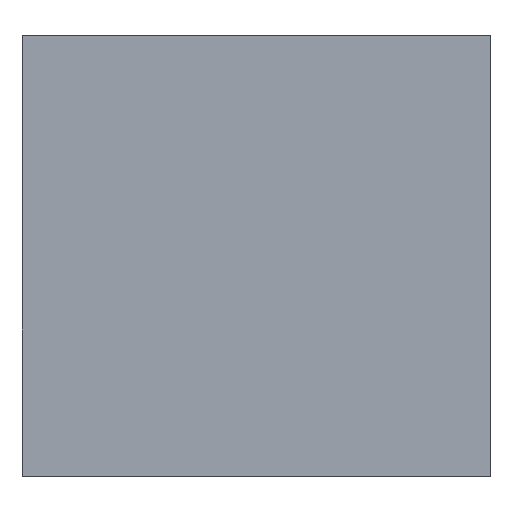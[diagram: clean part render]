
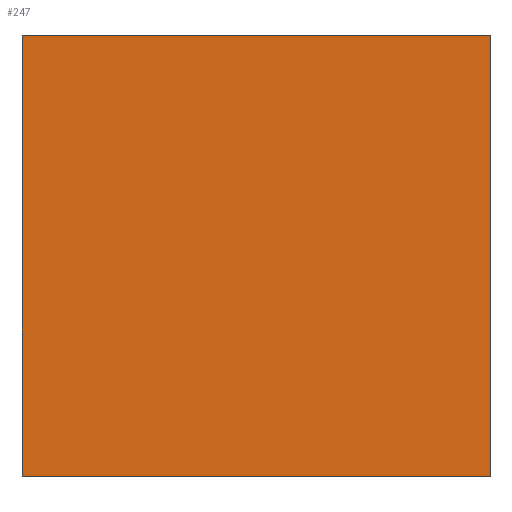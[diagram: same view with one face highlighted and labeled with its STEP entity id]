
A CAD part, top view. The second image highlights one B-rep face of the part: STEP entity #247.
In plain terms, the highlighted planar face has unit normal (0, 0, 1).
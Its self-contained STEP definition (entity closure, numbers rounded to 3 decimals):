
#21=FACE_OUTER_BOUND('',#35,.T.);
#35=EDGE_LOOP('',(#193,#194,#195,#196));
#60=LINE('',#381,#93);
#66=LINE('',#393,#99);
#67=LINE('',#395,#100);
#68=LINE('',#396,#101);
#93=VECTOR('',#311,10.);
#99=VECTOR('',#319,10.);
#100=VECTOR('',#320,10.);
#101=VECTOR('',#321,10.);
#122=VERTEX_POINT('',#378);
#123=VERTEX_POINT('',#380);
#128=VERTEX_POINT('',#392);
#129=VERTEX_POINT('',#394);
#147=EDGE_CURVE('',#122,#123,#60,.T.);
#153=EDGE_CURVE('',#128,#122,#66,.T.);
#154=EDGE_CURVE('',#129,#128,#67,.T.);
#155=EDGE_CURVE('',#123,#129,#68,.T.);
#193=ORIENTED_EDGE('',*,*,#153,.F.);
#194=ORIENTED_EDGE('',*,*,#154,.F.);
#195=ORIENTED_EDGE('',*,*,#155,.F.);
#196=ORIENTED_EDGE('',*,*,#147,.F.);
#234=PLANE('',#274);
#247=ADVANCED_FACE('',(#21),#234,.F.);
#274=AXIS2_PLACEMENT_3D('',#391,#317,#318);
#311=DIRECTION('',(-1.,0.,0.));
#317=DIRECTION('center_axis',(0.,0.,-1.));
#318=DIRECTION('ref_axis',(-1.,0.,0.));
#319=DIRECTION('',(0.,-1.,0.));
#320=DIRECTION('',(1.,0.,0.));
#321=DIRECTION('',(0.,1.,0.));
#378=CARTESIAN_POINT('',(133.158,-167.731,306.452));
#380=CARTESIAN_POINT('',(-132.31,-167.731,306.452));
#381=CARTESIAN_POINT('',(-65.943,-167.731,306.452));
#391=CARTESIAN_POINT('Origin',(0.424,-0.424,306.452));
#392=CARTESIAN_POINT('',(133.158,82.269,306.452));
#393=CARTESIAN_POINT('',(133.158,-41.771,306.452));
#394=CARTESIAN_POINT('',(-132.31,82.269,306.452));
#395=CARTESIAN_POINT('',(66.791,82.269,306.452));
#396=CARTESIAN_POINT('',(-132.31,40.923,306.452));
